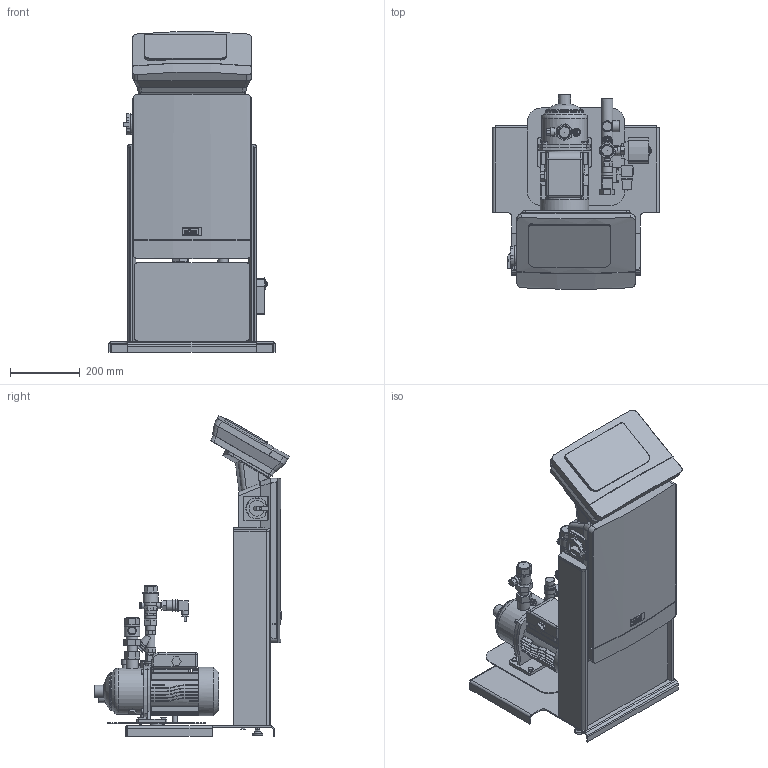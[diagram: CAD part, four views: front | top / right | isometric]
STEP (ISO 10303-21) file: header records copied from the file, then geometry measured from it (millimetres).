
FILE_DESCRIPTION(/* description */ (''),/* implementation_level */ '2;1');
FILE_NAME(/* name */ '3d_VariomatVS2-1_35-8910110.stp',/* time_stamp */ '2018-01-17T13:49:01+01:00',/* author */ ('Andrzej'),/* organization */ (''),/* preprocessor_version */ 'ST-DEVELOPER v16.13',/* originating_system */ 'AutoCAD Mechanical',/* authorisation */ '');
FILE_SCHEMA (('AUTOMOTIVE_DESIGN { 1 0 10303 214 3 1 1 }'));
Length unit declared in the file: millimetre
Products named in the file (1): Product
Bounding box: 477 x 558.53 x 919.9 mm (x, y, z)
Volume: 33257606.5 mm3; surface area: 3075595.3 mm2
Topology: 116 solids, 116 shells, 3172 faces, 7680 edges, 5049 vertices
Faces by surface type: plane 2268, cylinder 752, cone 77, torus 54, bspline 12, sphere 9
Full cylindrical faces by diameter (mm): 3.5 x1, 5 x2, 5.095 x18, 5.4 x6, 5.5 x12, 6 x5, 6.2 x2, 6.4 x1, 8 x12, 8.5 x2, 10 x1, 10.065 x1, 10.5 x9, 10.8 x1, 11.2 x18, 11.63 x6, 12 x2, 13 x4, 13.5 x8, 15 x5, 16 x26, 16.02 x4, 16.031 x4, 17 x11, 17.5 x22, 18.5 x2, 18.8 x2, 19 x11, 20 x31, 20.5 x3
Entity records: 91095 total; most frequent: CARTESIAN_POINT 18089, DIRECTION 14944, ORIENTED_EDGE 14240, EDGE_CURVE 7119, LINE 5176, VECTOR 5176, VERTEX_POINT 4902, AXIS2_PLACEMENT_3D 4884
